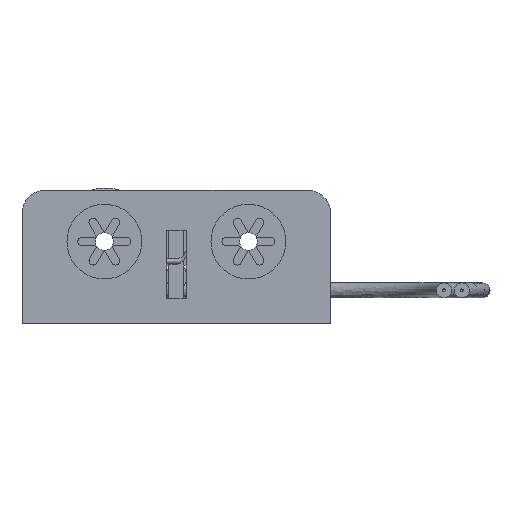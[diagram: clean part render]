
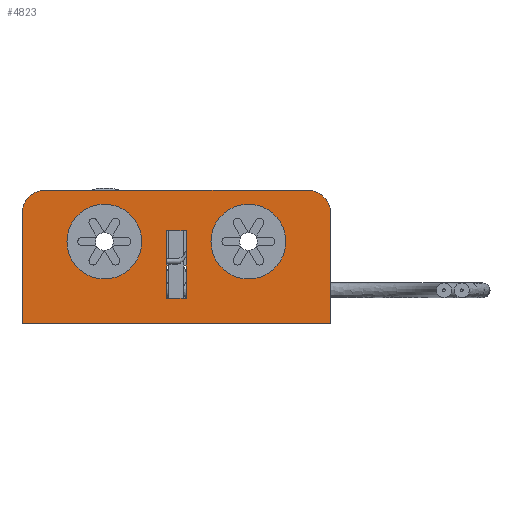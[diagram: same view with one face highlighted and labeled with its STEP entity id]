
A CAD part, left-side view. The second image highlights one B-rep face of the part: STEP entity #4823.
In plain terms, the highlighted planar face has unit normal (-1, 0, 0).
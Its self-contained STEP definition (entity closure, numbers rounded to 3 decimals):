
#59=FACE_BOUND('',#1710,.T.);
#60=FACE_BOUND('',#1711,.T.);
#61=FACE_BOUND('',#1712,.T.);
#229=PLANE('',#5262);
#393=LINE('',#11020,#848);
#398=LINE('',#11029,#853);
#402=LINE('',#11036,#857);
#406=LINE('',#11042,#861);
#458=LINE('',#11228,#913);
#695=LINE('',#11846,#1150);
#696=LINE('',#11848,#1151);
#697=LINE('',#11849,#1152);
#848=VECTOR('',#5753,10.);
#853=VECTOR('',#5762,10.);
#857=VECTOR('',#5768,10.);
#861=VECTOR('',#5774,10.);
#913=VECTOR('',#5864,10.);
#1150=VECTOR('',#6549,10.);
#1151=VECTOR('',#6550,10.);
#1152=VECTOR('',#6551,10.);
#1443=FACE_OUTER_BOUND('',#1709,.T.);
#1709=EDGE_LOOP('',(#4285,#4286,#4287,#4288,#4289,#4290));
#1710=EDGE_LOOP('',(#4291,#4292,#4293,#4294));
#1711=EDGE_LOOP('',(#4295));
#1712=EDGE_LOOP('',(#4296));
#1839=CIRCLE('',#5079,2.5);
#1889=CIRCLE('',#5232,4.);
#1891=CIRCLE('',#5236,4.);
#1897=CIRCLE('',#5260,2.5);
#2125=VERTEX_POINT('',#11017);
#2126=VERTEX_POINT('',#11019);
#2128=VERTEX_POINT('',#11028);
#2130=VERTEX_POINT('',#11035);
#2176=VERTEX_POINT('',#11225);
#2177=VERTEX_POINT('',#11227);
#2219=VERTEX_POINT('',#11371);
#2220=VERTEX_POINT('',#11373);
#2317=VERTEX_POINT('',#11770);
#2319=VERTEX_POINT('',#11777);
#2333=VERTEX_POINT('',#11838);
#2335=VERTEX_POINT('',#11847);
#2617=EDGE_CURVE('',#2126,#2125,#393,.T.);
#2622=EDGE_CURVE('',#2128,#2126,#398,.T.);
#2626=EDGE_CURVE('',#2130,#2128,#402,.T.);
#2630=EDGE_CURVE('',#2125,#2130,#406,.T.);
#2695=EDGE_CURVE('',#2177,#2176,#458,.T.);
#2769=EDGE_CURVE('',#2219,#2220,#1839,.T.);
#2966=EDGE_CURVE('',#2317,#2317,#1889,.T.);
#2969=EDGE_CURVE('',#2319,#2319,#1891,.T.);
#2999=EDGE_CURVE('',#2333,#2176,#1897,.T.);
#3002=EDGE_CURVE('',#2220,#2333,#695,.T.);
#3003=EDGE_CURVE('',#2335,#2219,#696,.T.);
#3004=EDGE_CURVE('',#2335,#2177,#697,.T.);
#4285=ORIENTED_EDGE('',*,*,#2999,.F.);
#4286=ORIENTED_EDGE('',*,*,#3002,.F.);
#4287=ORIENTED_EDGE('',*,*,#2769,.F.);
#4288=ORIENTED_EDGE('',*,*,#3003,.F.);
#4289=ORIENTED_EDGE('',*,*,#3004,.T.);
#4290=ORIENTED_EDGE('',*,*,#2695,.T.);
#4291=ORIENTED_EDGE('',*,*,#2622,.T.);
#4292=ORIENTED_EDGE('',*,*,#2617,.T.);
#4293=ORIENTED_EDGE('',*,*,#2630,.T.);
#4294=ORIENTED_EDGE('',*,*,#2626,.T.);
#4295=ORIENTED_EDGE('',*,*,#2966,.T.);
#4296=ORIENTED_EDGE('',*,*,#2969,.T.);
#4823=ADVANCED_FACE('',(#1443,#59,#60,#61),#229,.T.);
#5079=AXIS2_PLACEMENT_3D('',#11374,#6007,#6008);
#5232=AXIS2_PLACEMENT_3D('',#11771,#6460,#6461);
#5236=AXIS2_PLACEMENT_3D('',#11778,#6469,#6470);
#5260=AXIS2_PLACEMENT_3D('',#11840,#6541,#6542);
#5262=AXIS2_PLACEMENT_3D('',#11845,#6547,#6548);
#5753=DIRECTION('',(0.,1.,0.));
#5762=DIRECTION('',(0.,0.,-1.));
#5768=DIRECTION('',(0.,-1.,0.));
#5774=DIRECTION('',(0.,0.,1.));
#5864=DIRECTION('',(0.,0.,1.));
#6007=DIRECTION('center_axis',(1.,0.,0.));
#6008=DIRECTION('ref_axis',(0.,0.707,0.707));
#6460=DIRECTION('center_axis',(1.,0.,0.));
#6461=DIRECTION('ref_axis',(0.,0.,1.));
#6469=DIRECTION('center_axis',(1.,0.,0.));
#6470=DIRECTION('ref_axis',(0.,0.,1.));
#6541=DIRECTION('center_axis',(1.,0.,0.));
#6542=DIRECTION('ref_axis',(0.,-0.707,0.707));
#6547=DIRECTION('center_axis',(-1.,0.,0.));
#6548=DIRECTION('ref_axis',(0.,-1.,0.));
#6549=DIRECTION('',(0.,-1.,0.));
#6550=DIRECTION('',(0.,0.,1.));
#6551=DIRECTION('',(0.,-1.,0.));
#11017=CARTESIAN_POINT('',(-29.5,1.05,2.75));
#11019=CARTESIAN_POINT('',(-29.5,-1.05,2.75));
#11020=CARTESIAN_POINT('',(-29.5,7.725,2.75));
#11028=CARTESIAN_POINT('',(-29.5,-1.05,9.95));
#11029=CARTESIAN_POINT('',(-29.5,-1.05,4.975));
#11035=CARTESIAN_POINT('',(-29.5,1.05,9.95));
#11036=CARTESIAN_POINT('',(-29.5,8.775,9.95));
#11042=CARTESIAN_POINT('',(-29.5,1.05,1.375));
#11225=CARTESIAN_POINT('',(-29.5,-16.5,11.8));
#11227=CARTESIAN_POINT('',(-29.5,-16.5,0.));
#11228=CARTESIAN_POINT('',(-29.5,-16.5,0.));
#11371=CARTESIAN_POINT('',(-29.5,16.5,11.8));
#11373=CARTESIAN_POINT('',(-29.5,14.,14.3));
#11374=CARTESIAN_POINT('Origin',(-29.5,14.,11.8));
#11770=CARTESIAN_POINT('',(-29.5,-7.7,4.8));
#11771=CARTESIAN_POINT('Origin',(-29.5,-7.7,8.8));
#11777=CARTESIAN_POINT('',(-29.5,7.7,4.8));
#11778=CARTESIAN_POINT('Origin',(-29.5,7.7,8.8));
#11838=CARTESIAN_POINT('',(-29.5,-14.,14.3));
#11840=CARTESIAN_POINT('Origin',(-29.5,-14.,11.8));
#11845=CARTESIAN_POINT('Origin',(-29.5,16.5,0.));
#11846=CARTESIAN_POINT('',(-29.5,16.5,14.3));
#11847=CARTESIAN_POINT('',(-29.5,16.5,0.));
#11848=CARTESIAN_POINT('',(-29.5,16.5,0.));
#11849=CARTESIAN_POINT('',(-29.5,16.5,0.));
